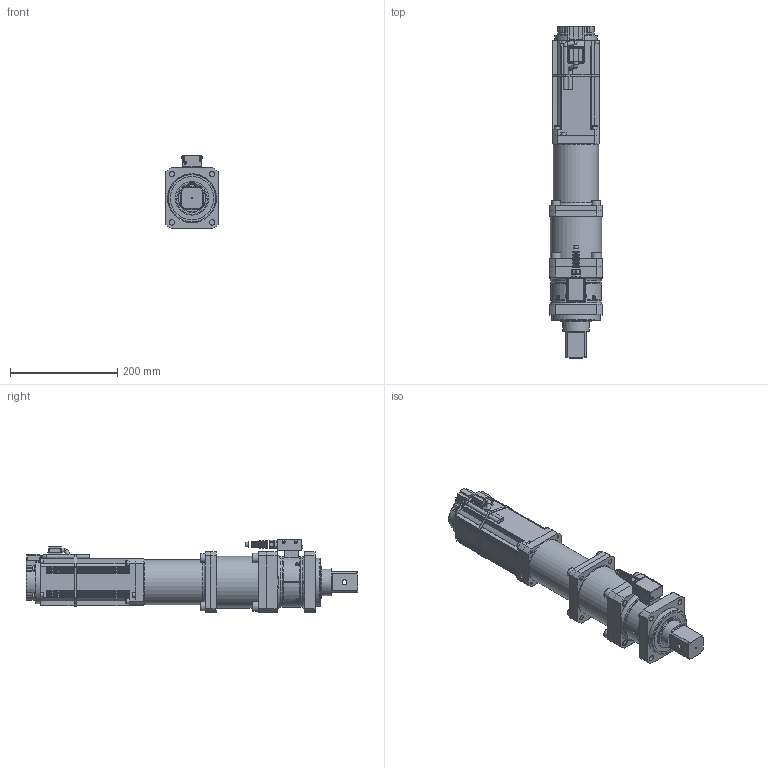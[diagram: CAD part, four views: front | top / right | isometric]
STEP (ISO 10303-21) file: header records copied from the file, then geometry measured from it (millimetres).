
FILE_DESCRIPTION(/* description */ (''),/* implementation_level */ '2;1');
FILE_NAME(/* name */ 'CFT-113RM4J-S(DS-N068)_OUTLINE_20210803.stp',/* time_stamp */ '2021-08-03T17:24:27+09:00',/* author */ ('Akihiro_KATO'),/* organization */ (''),/* preprocessor_version */ 'ST-DEVELOPER v18.1',/* originating_system */ 'Autodesk Inventor 2021',/* authorisation */ '');
FILE_SCHEMA (('AUTOMOTIVE_DESIGN { 1 0 10303 214 3 1 1 }'));
Length unit declared in the file: millimetre
Products named in the file (1): CFT-113RM4J-S(DS-N068)_OUTLINE_20210803
Bounding box: 97 x 618 x 137.2 mm (x, y, z)
Volume: 4026664.1 mm3; surface area: 316987.6 mm2
Topology: 1 solids, 1 shells, 1200 faces, 3289 edges, 2110 vertices
Faces by surface type: plane 698, cylinder 275, cone 127, torus 84, bspline 12, sphere 4
Full cylindrical faces by diameter (mm): 1.5 x1, 2.5 x2, 3 x4, 5 x4, 5.7 x5, 7 x9, 7.5 x4, 8 x9, 8.5 x12, 9 x1, 10.25 x4, 12 x5, 16 x4, 18 x4, 47 x1, 50 x2, 62.8 x1, 80.756 x1, 82 x1, 84 x2, 90 x1, 94 x2, 96 x1
Entity records: 39664 total; most frequent: CARTESIAN_POINT 9193, ORIENTED_EDGE 6554, DIRECTION 6284, EDGE_CURVE 3277, AXIS2_PLACEMENT_3D 2201, VERTEX_POINT 2110, LINE 1882, VECTOR 1882
